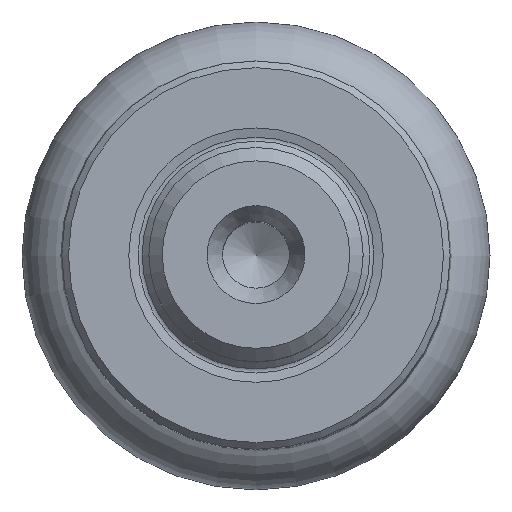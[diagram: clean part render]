
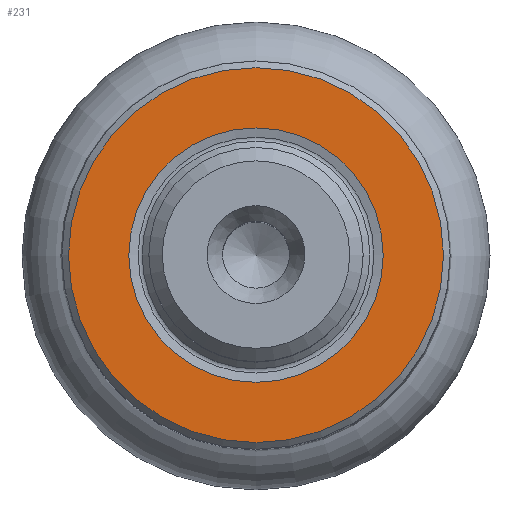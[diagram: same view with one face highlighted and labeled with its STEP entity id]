
A CAD part, top view. The second image highlights one B-rep face of the part: STEP entity #231.
In plain terms, the highlighted planar face has unit normal (0, 0, 1).
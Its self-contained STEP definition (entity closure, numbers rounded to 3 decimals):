
#231=ADVANCED_FACE('',(#258,#259),#255,.T.);
#255=PLANE('',#462);
#258=FACE_BOUND('',#303,.T.);
#259=FACE_BOUND('',#304,.T.);
#303=EDGE_LOOP('',(#347));
#304=EDGE_LOOP('',(#348));
#347=ORIENTED_EDGE('',*,*,#415,.T.);
#348=ORIENTED_EDGE('',*,*,#416,.T.);
#391=VERTEX_POINT('',#602);
#392=VERTEX_POINT('',#604);
#415=EDGE_CURVE('',#391,#391,#437,.T.);
#416=EDGE_CURVE('',#392,#392,#438,.T.);
#437=CIRCLE('',#460,14.);
#438=CIRCLE('',#461,9.499);
#460=AXIS2_PLACEMENT_3D('',#601,#508,#509);
#461=AXIS2_PLACEMENT_3D('',#603,#510,#511);
#462=AXIS2_PLACEMENT_3D('',#605,#512,#513);
#508=DIRECTION('',(0.,0.,1.));
#509=DIRECTION('',(1.,0.,0.));
#510=DIRECTION('',(0.,0.,-1.));
#511=DIRECTION('',(-1.,0.,0.));
#512=DIRECTION('',(0.,0.,1.));
#513=DIRECTION('',(1.,0.,0.));
#601=CARTESIAN_POINT('',(0.,0.,0.));
#602=CARTESIAN_POINT('',(14.,0.,0.));
#603=CARTESIAN_POINT('',(0.,0.,0.));
#604=CARTESIAN_POINT('',(-9.499,0.,0.));
#605=CARTESIAN_POINT('',(0.,0.,0.));
